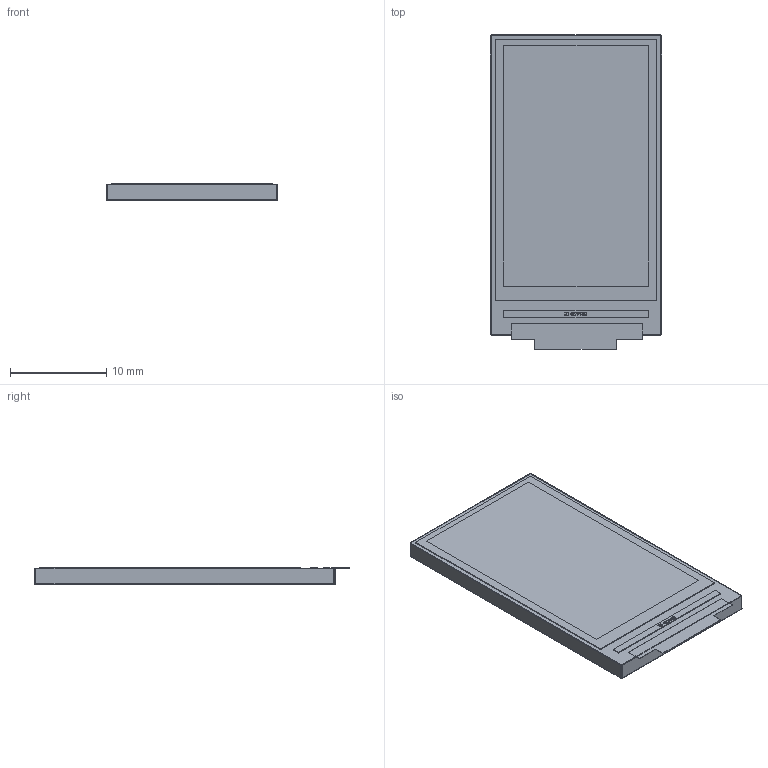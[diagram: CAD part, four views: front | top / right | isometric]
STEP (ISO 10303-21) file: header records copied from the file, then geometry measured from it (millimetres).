
FILE_DESCRIPTION (( 'STEP AP214' ), '1' );
FILE_NAME ('1.14inch屏幕.STEP', '2023-03-07T14:46:10', ( '' ), ( '' ), 'SwSTEP 2.0', 'SolidWorks 2023', '' );
FILE_SCHEMA (( 'AUTOMOTIVE_DESIGN' ));
Length unit declared in the file: millimetre
Products named in the file (1): 1.14inch屏幕
Bounding box: 17.8 x 32.67 x 1.8 mm (x, y, z)
Volume: 991.7 mm3; surface area: 2718.7 mm2
Topology: 2 solids, 2 shells, 203 faces, 522 edges, 338 vertices
Faces by surface type: plane 108, bspline 87, cylinder 8
Entity records: 11171 total; most frequent: CARTESIAN_POINT 6087, ORIENTED_EDGE 1044, DIRECTION 578, EDGE_CURVE 522, VECTOR 344, LINE 344, VERTEX_POINT 338, EDGE_LOOP 218
